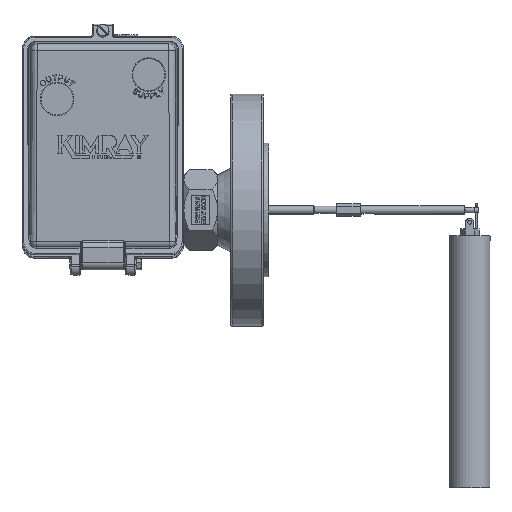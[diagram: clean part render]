
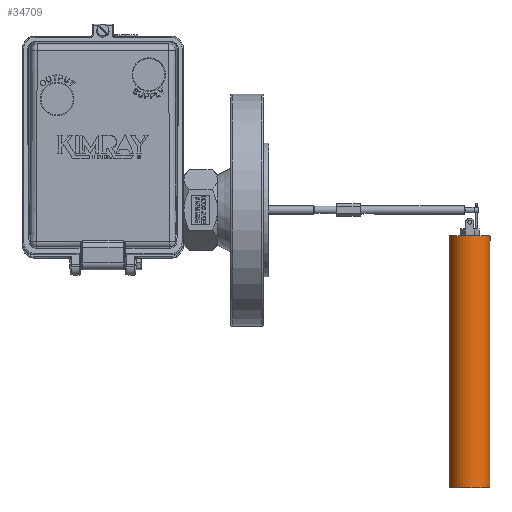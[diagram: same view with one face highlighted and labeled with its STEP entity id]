
A CAD part, top view. The second image highlights one B-rep face of the part: STEP entity #34709.
In plain terms, the highlighted cylindrical face has radius 23.812 mm (diameter 47.625 mm), a partial arc.
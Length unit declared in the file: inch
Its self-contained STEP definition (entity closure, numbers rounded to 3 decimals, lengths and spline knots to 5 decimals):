
#988 = CARTESIAN_POINT ( 'NONE',  ( 16.0581, -4.078, 0.875 ) ) ;
#1070 = CARTESIAN_POINT ( 'NONE',  ( 16.0581, -15.7505, 0.875 ) ) ;
#1975 = ORIENTED_EDGE ( 'NONE', *, *, #49458, .F. ) ;
#6927 = CARTESIAN_POINT ( 'NONE',  ( 16.9956, -15.7505, 0.875 ) ) ;
#10540 = CIRCLE ( 'NONE', #77325, 0.9375 ) ;
#12071 = VERTEX_POINT ( 'NONE', #988 ) ;
#14684 = CARTESIAN_POINT ( 'NONE',  ( 17.9331, -15.7355, 0.875 ) ) ;
#15852 = DIRECTION ( 'NONE',  ( 1., 0., 0. ) ) ;
#17755 = AXIS2_PLACEMENT_3D ( 'NONE', #6927, #58866, #15852 ) ;
#20060 = VERTEX_POINT ( 'NONE', #53551 ) ;
#22111 = AXIS2_PLACEMENT_3D ( 'NONE', #54338, #61355, #69018 ) ;
#22956 = ORIENTED_EDGE ( 'NONE', *, *, #82682, .T. ) ;
#25906 = DIRECTION ( 'NONE',  ( 1., 0., 0. ) ) ;
#26208 = DIRECTION ( 'NONE',  ( 0., 1., 0. ) ) ;
#29700 = EDGE_CURVE ( 'NONE', #74096, #42568, #90941, .T. ) ;
#30447 = DIRECTION ( 'NONE',  ( 0., 1., 0. ) ) ;
#30501 = VECTOR ( 'NONE', #55760, 39.37008 ) ;
#32849 = CARTESIAN_POINT ( 'NONE',  ( 17.9331, -15.7505, 0.875 ) ) ;
#33512 = CARTESIAN_POINT ( 'NONE',  ( 16.9956, -15.7355, 0.875 ) ) ;
#34709 = ADVANCED_FACE ( 'Defeatured_2_1823', ( #90976 ), #55438, .T. ) ;
#39703 = ORIENTED_EDGE ( 'NONE', *, *, #29700, .T. ) ;
#42568 = VERTEX_POINT ( 'NONE', #48008 ) ;
#44851 = LINE ( 'NONE', #1070, #84691 ) ;
#48008 = CARTESIAN_POINT ( 'NONE',  ( 17.9331, -4.078, 0.875 ) ) ;
#49458 = EDGE_CURVE ( 'NONE', #20060, #12071, #44851, .T. ) ;
#52110 = CIRCLE ( 'NONE', #22111, 0.9375 ) ;
#53551 = CARTESIAN_POINT ( 'NONE',  ( 16.0581, -15.7355, 0.875 ) ) ;
#54338 = CARTESIAN_POINT ( 'NONE',  ( 16.9956, -4.078, 0.875 ) ) ;
#55438 = CYLINDRICAL_SURFACE ( 'NONE', #17755, 0.9375 ) ;
#55760 = DIRECTION ( 'NONE',  ( 0., 1., 0. ) ) ;
#58866 = DIRECTION ( 'NONE',  ( 0., 1., 0. ) ) ;
#61355 = DIRECTION ( 'NONE',  ( 0., -1., 0. ) ) ;
#61494 = ORIENTED_EDGE ( 'NONE', *, *, #66913, .T. ) ;
#66913 = EDGE_CURVE ( 'Defeatured_2_1823+Defeatured_2_1826+Defeatured_2_1826+Defeatured_2_1826', #20060, #74096, #10540, .T. ) ;
#69018 = DIRECTION ( 'NONE',  ( 1., 0., 0. ) ) ;
#74096 = VERTEX_POINT ( 'NONE', #14684 ) ;
#77325 = AXIS2_PLACEMENT_3D ( 'NONE', #33512, #26208, #25906 ) ;
#82590 = EDGE_LOOP ( 'NONE', ( #1975, #61494, #39703, #22956 ) ) ;
#82682 = EDGE_CURVE ( 'Defeatured_2_1823+Defeatured_2_1827+Defeatured_2_1827+Defeatured_2_1827', #42568, #12071, #52110, .T. ) ;
#84691 = VECTOR ( 'NONE', #30447, 39.37008 ) ;
#90941 = LINE ( 'NONE', #32849, #30501 ) ;
#90976 = FACE_OUTER_BOUND ( 'NONE', #82590, .T. ) ;
